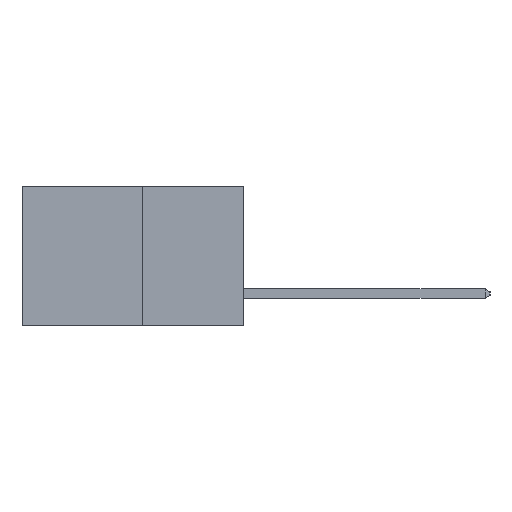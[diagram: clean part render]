
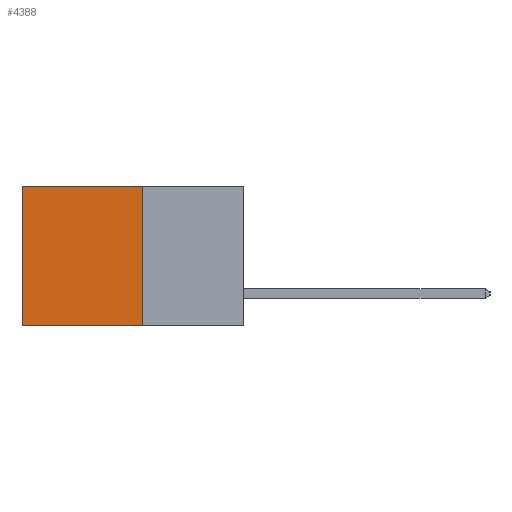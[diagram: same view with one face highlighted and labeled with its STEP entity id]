
A CAD part, left-side view. The second image highlights one B-rep face of the part: STEP entity #4388.
In plain terms, the highlighted planar face has unit normal (-1, 0, 0).
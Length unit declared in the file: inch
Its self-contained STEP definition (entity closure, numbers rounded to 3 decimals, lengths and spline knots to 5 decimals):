
#575 = LINE ( 'NONE', #5847, #2870 ) ;
#1270 = CARTESIAN_POINT ( 'NONE',  ( 0.277, 0.27, -0.37 ) ) ;
#1551 = ORIENTED_EDGE ( 'NONE', *, *, #8856, .T. ) ;
#1635 = CARTESIAN_POINT ( 'NONE',  ( 0.277, 0.27, -0.37 ) ) ;
#1802 = PLANE ( 'NONE',  #6220 ) ;
#2870 = VECTOR ( 'NONE', #5503, 39.37008 ) ;
#3046 = DIRECTION ( 'NONE',  ( 0., 1., 0. ) ) ;
#3410 = VERTEX_POINT ( 'NONE', #4793 ) ;
#3539 = ORIENTED_EDGE ( 'NONE', *, *, #5479, .T. ) ;
#3682 = CARTESIAN_POINT ( 'NONE',  ( 0.277, 0.59, -0.37 ) ) ;
#3942 = EDGE_CURVE ( 'NONE', #3410, #6383, #9397, .T. ) ;
#4318 = CARTESIAN_POINT ( 'NONE',  ( 0.277, 0.27, 0. ) ) ;
#4341 = DIRECTION ( 'NONE',  ( 0., 1., 0. ) ) ;
#4388 = ADVANCED_FACE ( 'NONE', ( #7117 ), #1802, .F. ) ;
#4793 = CARTESIAN_POINT ( 'NONE',  ( 0.277, 0.27, 0. ) ) ;
#5336 = VECTOR ( 'NONE', #3046, 39.37008 ) ;
#5479 = EDGE_CURVE ( 'NONE', #3410, #6399, #9229, .T. ) ;
#5503 = DIRECTION ( 'NONE',  ( 0., 0., -1. ) ) ;
#5847 = CARTESIAN_POINT ( 'NONE',  ( 0.277, 0.59, -0.37 ) ) ;
#6112 = DIRECTION ( 'NONE',  ( 1., 0., 0. ) ) ;
#6220 = AXIS2_PLACEMENT_3D ( 'NONE', #8806, #6112, #10645 ) ;
#6223 = ORIENTED_EDGE ( 'NONE', *, *, #3942, .F. ) ;
#6383 = VERTEX_POINT ( 'NONE', #1635 ) ;
#6399 = VERTEX_POINT ( 'NONE', #11175 ) ;
#7117 = FACE_OUTER_BOUND ( 'NONE', #8303, .T. ) ;
#7476 = DIRECTION ( 'NONE',  ( 0., 0., -1. ) ) ;
#8232 = EDGE_CURVE ( 'NONE', #6383, #11376, #10183, .T. ) ;
#8303 = EDGE_LOOP ( 'NONE', ( #1551, #9075, #6223, #3539 ) ) ;
#8687 = VECTOR ( 'NONE', #4341, 39.37008 ) ;
#8806 = CARTESIAN_POINT ( 'NONE',  ( 0.277, 0.27, -0.37 ) ) ;
#8856 = EDGE_CURVE ( 'NONE', #6399, #11376, #575, .T. ) ;
#9075 = ORIENTED_EDGE ( 'NONE', *, *, #8232, .F. ) ;
#9134 = VECTOR ( 'NONE', #7476, 39.37008 ) ;
#9229 = LINE ( 'NONE', #4318, #8687 ) ;
#9397 = LINE ( 'NONE', #9833, #9134 ) ;
#9833 = CARTESIAN_POINT ( 'NONE',  ( 0.277, 0.27, -0.37 ) ) ;
#10183 = LINE ( 'NONE', #1270, #5336 ) ;
#10645 = DIRECTION ( 'NONE',  ( 0., 0., -1. ) ) ;
#11175 = CARTESIAN_POINT ( 'NONE',  ( 0.277, 0.59, 0. ) ) ;
#11376 = VERTEX_POINT ( 'NONE', #3682 ) ;
